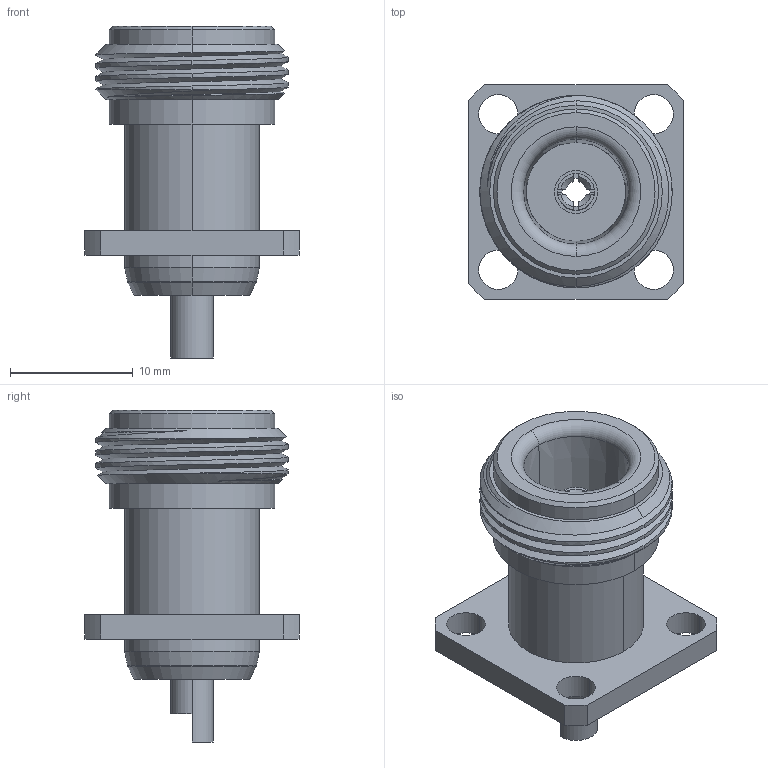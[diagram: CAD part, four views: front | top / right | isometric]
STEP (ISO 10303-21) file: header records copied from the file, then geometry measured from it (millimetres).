
FILE_DESCRIPTION (( 'STEP AP214' ), '1' );
FILE_NAME ('25-371-2-B3.STEP', '2025-02-27T20:09:36', ( '' ), ( '' ), 'SwSTEP 2.0', 'SolidWorks 2024', '' );
FILE_SCHEMA (( 'AUTOMOTIVE_DESIGN' ));
Length unit declared in the file: millimetre
Products named in the file (1): 25-371-2-B3
Bounding box: 17.5 x 17.5 x 27.1 mm (x, y, z)
Surface area: 2100.6 mm2 (no closed solid volume)
Topology: 0 solids, 7 shells, 90 faces, 233 edges, 154 vertices
Faces by surface type: cylinder 31, plane 27, cone 26, torus 4, bspline 2
Entity records: 3530 total; most frequent: CARTESIAN_POINT 1322, DIRECTION 478, ORIENTED_EDGE 422, EDGE_CURVE 233, AXIS2_PLACEMENT_3D 187, VERTEX_POINT 154, EDGE_LOOP 105, LINE 104
